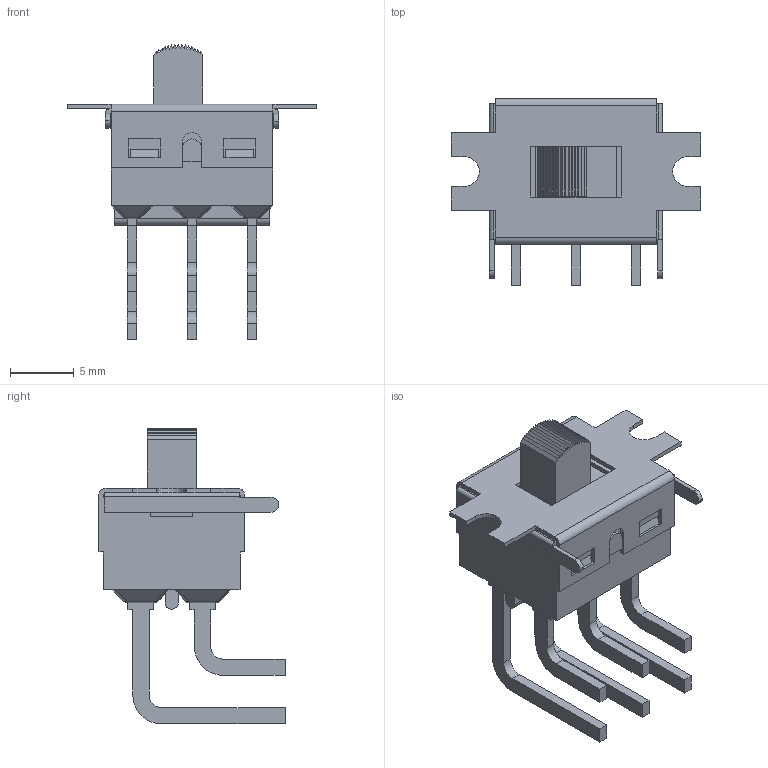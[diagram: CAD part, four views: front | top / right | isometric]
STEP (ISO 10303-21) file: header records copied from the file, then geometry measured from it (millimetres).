
FILE_DESCRIPTION((' '),'2;1');
FILE_NAME('500SDPxS1M6xEB.stp','2017-08-02T15:36:03',(' '),(' '),' ','ACIS',' ');
FILE_SCHEMA(('CONFIG_CONTROL_DESIGN'));
Length unit declared in the file: inch
Products named in the file (1): 500SDPxS1M6xEB.stp
Bounding box: 19.56 x 14.61 x 23.21 mm (x, y, z)
Volume: 798.2 mm3; surface area: 2007.7 mm2
Topology: 1 solids, 1 shells, 375 faces, 1004 edges, 640 vertices
Faces by surface type: plane 271, cylinder 78, sphere 24, cone 2
Full cylindrical faces by diameter (mm): 2.4 x1
Entity records: 11608 total; most frequent: CARTESIAN_POINT 2025, ORIENTED_EDGE 2004, DIRECTION 1917, EDGE_CURVE 1002, VECTOR 831, LINE 831, VERTEX_POINT 639, AXIS2_PLACEMENT_3D 543
